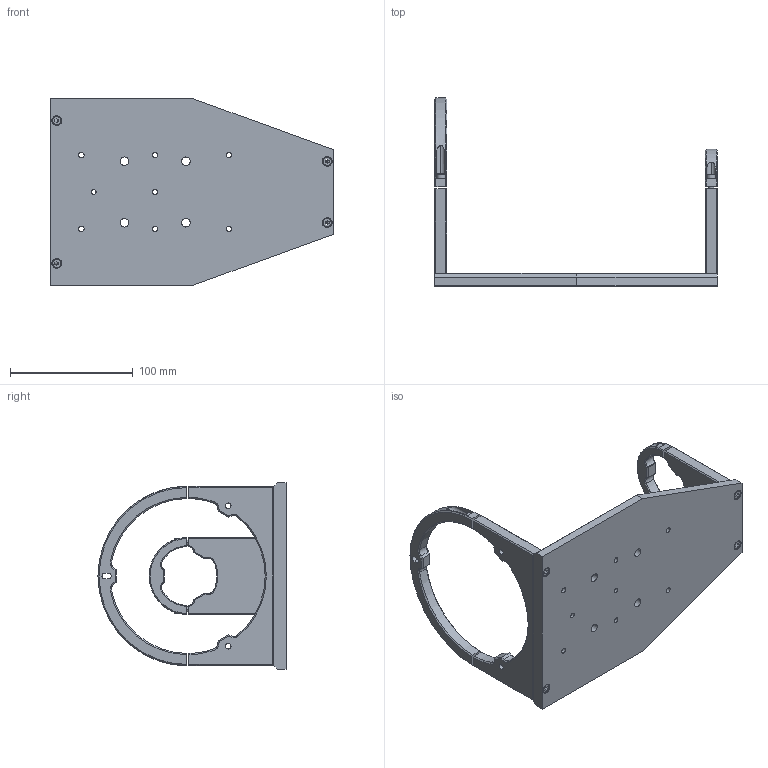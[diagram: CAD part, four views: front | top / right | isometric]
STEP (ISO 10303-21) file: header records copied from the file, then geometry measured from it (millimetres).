
FILE_DESCRIPTION (( 'STEP AP203' ), '1' );
FILE_NAME ('DP18880_CMHO080.step', '2021-11-02T14:08:50', ( '' ), ( '' ), 'SwSTEP 2.0', 'SolidWorks 2021', '' );
FILE_SCHEMA (( 'CONFIG_CONTROL_DESIGN' ));
Length unit declared in the file: millimetre
Products named in the file (1): DP18880_CMHO080
Bounding box: 230 x 153 x 152 mm (x, y, z)
Surface area: 102537.2 mm2 (no closed solid volume)
Topology: 0 solids, 15 shells, 321 faces, 880 edges, 580 vertices
Faces by surface type: plane 159, cylinder 98, cone 48, torus 16
Entity records: 10461 total; most frequent: CARTESIAN_POINT 2022, DIRECTION 1814, ORIENTED_EDGE 1592, EDGE_CURVE 880, AXIS2_PLACEMENT_3D 650, VERTEX_POINT 580, LINE 514, VECTOR 514
